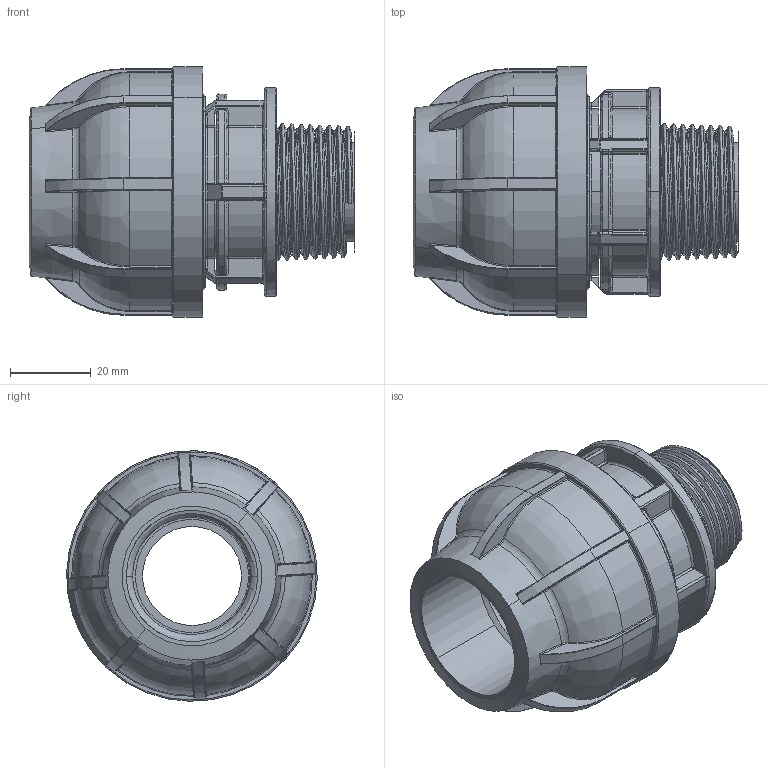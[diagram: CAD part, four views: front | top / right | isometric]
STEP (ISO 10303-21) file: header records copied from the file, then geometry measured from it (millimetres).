
FILE_DESCRIPTION (( 'STEP AP203' ), '1' );
FILE_NAME ('R211.032.001.step', '2013-11-19T09:11:02', ( 'Alusic' ), ( 'Alusic' ), 'SwSTEP 2.0', 'SolidWorks 2011', '' );
FILE_SCHEMA (( 'CONFIG_CONTROL_DESIGN' ));
Length unit declared in the file: millimetre
Products named in the file (1): R211.032.001
Bounding box: 80.65 x 61.98 x 61.98 mm (x, y, z)
Surface area: 34206.9 mm2 (no closed solid volume)
Topology: 0 solids, 7 shells, 874 faces, 2736 edges, 1695 vertices
Faces by surface type: cylinder 275, bspline 215, torus 170, plane 148, sphere 51, cone 15
Entity records: 53794 total; most frequent: CARTESIAN_POINT 32367, ORIENTED_EDGE 4387, DIRECTION 4232, EDGE_CURVE 2701, AXIS2_PLACEMENT_3D 1834, VERTEX_POINT 1695, CIRCLE 1174, B_SPLINE_CURVE_WITH_KNOTS 896
